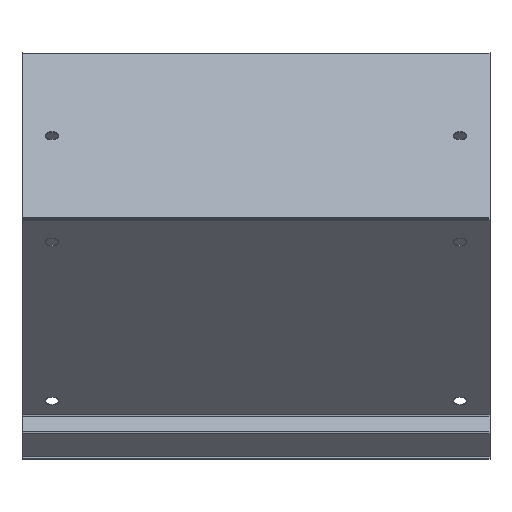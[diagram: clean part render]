
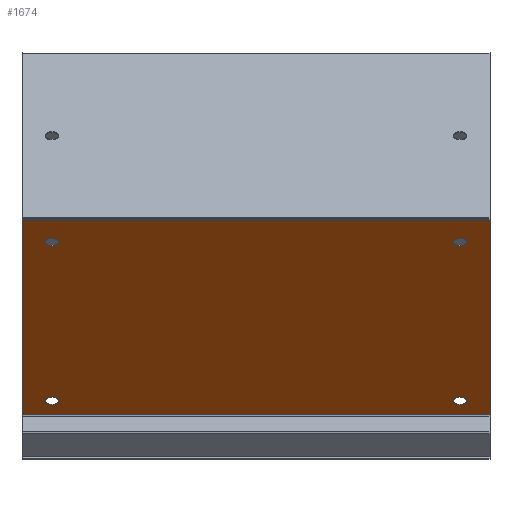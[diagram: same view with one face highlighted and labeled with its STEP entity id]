
A CAD part, front view. The second image highlights one B-rep face of the part: STEP entity #1674.
In plain terms, the highlighted planar face has unit normal (0, -0.707, -0.707).
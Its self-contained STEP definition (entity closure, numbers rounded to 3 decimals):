
#21=FACE_BOUND('',#231,.T.);
#22=FACE_BOUND('',#232,.T.);
#23=FACE_BOUND('',#233,.T.);
#24=FACE_BOUND('',#234,.T.);
#55=PLANE('',#1819);
#130=FACE_OUTER_BOUND('',#230,.T.);
#230=EDGE_LOOP('',(#1317,#1318,#1319,#1320));
#231=EDGE_LOOP('',(#1321,#1322,#1323,#1324));
#232=EDGE_LOOP('',(#1325,#1326,#1327,#1328));
#233=EDGE_LOOP('',(#1329,#1330,#1331,#1332));
#234=EDGE_LOOP('',(#1333,#1334,#1335,#1336));
#317=LINE('',#2458,#489);
#324=LINE('',#2477,#496);
#333=LINE('',#2506,#505);
#340=LINE('',#2525,#512);
#342=LINE('',#2533,#514);
#392=LINE('',#2687,#564);
#393=LINE('',#2691,#565);
#394=LINE('',#2692,#566);
#395=LINE('',#2697,#567);
#396=LINE('',#2700,#568);
#397=LINE('',#2703,#569);
#398=LINE('',#2707,#570);
#489=VECTOR('',#1949,3.);
#496=VECTOR('',#1972,3.);
#505=VECTOR('',#1997,3.);
#512=VECTOR('',#2020,3.);
#514=VECTOR('',#2026,294.369);
#564=VECTOR('',#2162,500.);
#565=VECTOR('',#2167,500.);
#566=VECTOR('',#2168,294.369);
#567=VECTOR('',#2171,3.);
#568=VECTOR('',#2174,3.);
#569=VECTOR('',#2175,3.);
#570=VECTOR('',#2178,3.);
#652=CIRCLE('',#1746,5.5);
#656=CIRCLE('',#1755,5.5);
#660=CIRCLE('',#1762,5.5);
#664=CIRCLE('',#1771,5.5);
#694=CIRCLE('',#1820,5.5);
#695=CIRCLE('',#1821,5.5);
#696=CIRCLE('',#1822,5.5);
#697=CIRCLE('',#1823,5.5);
#731=VERTEX_POINT('',#2443);
#732=VERTEX_POINT('',#2445);
#736=VERTEX_POINT('',#2457);
#740=VERTEX_POINT('',#2472);
#747=VERTEX_POINT('',#2491);
#748=VERTEX_POINT('',#2493);
#752=VERTEX_POINT('',#2505);
#756=VERTEX_POINT('',#2520);
#759=VERTEX_POINT('',#2530);
#760=VERTEX_POINT('',#2532);
#821=VERTEX_POINT('',#2686);
#822=VERTEX_POINT('',#2690);
#823=VERTEX_POINT('',#2693);
#824=VERTEX_POINT('',#2694);
#825=VERTEX_POINT('',#2696);
#826=VERTEX_POINT('',#2698);
#827=VERTEX_POINT('',#2701);
#828=VERTEX_POINT('',#2702);
#829=VERTEX_POINT('',#2704);
#830=VERTEX_POINT('',#2706);
#887=EDGE_CURVE('',#732,#731,#652,.T.);
#893=EDGE_CURVE('',#736,#732,#317,.T.);
#901=EDGE_CURVE('',#740,#736,#656,.T.);
#904=EDGE_CURVE('',#731,#740,#324,.T.);
#911=EDGE_CURVE('',#748,#747,#660,.T.);
#917=EDGE_CURVE('',#752,#748,#333,.T.);
#925=EDGE_CURVE('',#756,#752,#664,.T.);
#928=EDGE_CURVE('',#747,#756,#340,.T.);
#931=EDGE_CURVE('',#760,#759,#342,.T.);
#1008=EDGE_CURVE('',#821,#760,#392,.T.);
#1010=EDGE_CURVE('',#759,#822,#393,.T.);
#1011=EDGE_CURVE('',#821,#822,#394,.T.);
#1012=EDGE_CURVE('',#823,#824,#694,.T.);
#1013=EDGE_CURVE('',#824,#825,#395,.T.);
#1014=EDGE_CURVE('',#825,#826,#695,.T.);
#1015=EDGE_CURVE('',#826,#823,#396,.T.);
#1016=EDGE_CURVE('',#827,#828,#397,.T.);
#1017=EDGE_CURVE('',#828,#829,#696,.T.);
#1018=EDGE_CURVE('',#829,#830,#398,.T.);
#1019=EDGE_CURVE('',#830,#827,#697,.T.);
#1317=ORIENTED_EDGE('',*,*,#931,.T.);
#1318=ORIENTED_EDGE('',*,*,#1010,.T.);
#1319=ORIENTED_EDGE('',*,*,#1011,.F.);
#1320=ORIENTED_EDGE('',*,*,#1008,.T.);
#1321=ORIENTED_EDGE('',*,*,#901,.T.);
#1322=ORIENTED_EDGE('',*,*,#893,.T.);
#1323=ORIENTED_EDGE('',*,*,#887,.T.);
#1324=ORIENTED_EDGE('',*,*,#904,.T.);
#1325=ORIENTED_EDGE('',*,*,#925,.T.);
#1326=ORIENTED_EDGE('',*,*,#917,.T.);
#1327=ORIENTED_EDGE('',*,*,#911,.T.);
#1328=ORIENTED_EDGE('',*,*,#928,.T.);
#1329=ORIENTED_EDGE('',*,*,#1012,.T.);
#1330=ORIENTED_EDGE('',*,*,#1013,.T.);
#1331=ORIENTED_EDGE('',*,*,#1014,.T.);
#1332=ORIENTED_EDGE('',*,*,#1015,.T.);
#1333=ORIENTED_EDGE('',*,*,#1016,.T.);
#1334=ORIENTED_EDGE('',*,*,#1017,.T.);
#1335=ORIENTED_EDGE('',*,*,#1018,.T.);
#1336=ORIENTED_EDGE('',*,*,#1019,.T.);
#1674=ADVANCED_FACE('',(#130,#21,#22,#23,#24),#55,.F.);
#1746=AXIS2_PLACEMENT_3D('',#2446,#1938,#1939);
#1755=AXIS2_PLACEMENT_3D('',#2473,#1966,#1967);
#1762=AXIS2_PLACEMENT_3D('',#2494,#1986,#1987);
#1771=AXIS2_PLACEMENT_3D('',#2521,#2014,#2015);
#1819=AXIS2_PLACEMENT_3D('',#2689,#2165,#2166);
#1820=AXIS2_PLACEMENT_3D('',#2695,#2169,#2170);
#1821=AXIS2_PLACEMENT_3D('',#2699,#2172,#2173);
#1822=AXIS2_PLACEMENT_3D('',#2705,#2176,#2177);
#1823=AXIS2_PLACEMENT_3D('',#2708,#2179,#2180);
#1938=DIRECTION('center_axis',(0.,0.707,
0.707));
#1939=DIRECTION('ref_axis',(0.,-0.707,0.707));
#1949=DIRECTION('',(-1.,0.,0.));
#1966=DIRECTION('center_axis',(0.,0.707,
0.707));
#1967=DIRECTION('ref_axis',(0.,0.707,-0.707));
#1972=DIRECTION('',(1.,0.,0.));
#1986=DIRECTION('center_axis',(0.,0.707,
0.707));
#1987=DIRECTION('ref_axis',(0.,0.707,-0.707));
#1997=DIRECTION('',(1.,0.,0.));
#2014=DIRECTION('center_axis',(0.,0.707,
0.707));
#2015=DIRECTION('ref_axis',(0.,-0.707,0.707));
#2020=DIRECTION('',(-1.,0.,0.));
#2026=DIRECTION('',(0.,-0.707,0.707));
#2162=DIRECTION('',(1.,0.,0.));
#2165=DIRECTION('center_axis',(0.,0.707,
0.707));
#2166=DIRECTION('ref_axis',(1.,0.,0.));
#2167=DIRECTION('',(-1.,0.,0.));
#2168=DIRECTION('',(0.,-0.707,0.707));
#2169=DIRECTION('center_axis',(0.,0.707,
0.707));
#2170=DIRECTION('ref_axis',(0.,-0.707,0.707));
#2171=DIRECTION('',(-1.,0.,0.));
#2172=DIRECTION('center_axis',(0.,0.707,
0.707));
#2173=DIRECTION('ref_axis',(0.,0.707,-0.707));
#2174=DIRECTION('',(1.,0.,0.));
#2175=DIRECTION('',(1.,0.,0.));
#2176=DIRECTION('center_axis',(0.,0.707,
0.707));
#2177=DIRECTION('ref_axis',(0.,-0.707,0.707));
#2178=DIRECTION('',(-1.,0.,0.));
#2179=DIRECTION('center_axis',(0.,0.707,
0.707));
#2180=DIRECTION('ref_axis',(0.,0.707,-0.707));
#2443=CARTESIAN_POINT('',(-533.5,-511.098,316.469));
#2445=CARTESIAN_POINT('',(-533.5,-503.32,308.691));
#2446=CARTESIAN_POINT('Origin',(-533.5,-507.209,312.58));
#2457=CARTESIAN_POINT('',(-530.5,-503.32,308.691));
#2458=CARTESIAN_POINT('',(-266.75,-503.32,308.691));
#2472=CARTESIAN_POINT('',(-530.5,-511.098,316.469));
#2473=CARTESIAN_POINT('Origin',(-530.5,-507.209,312.58));
#2477=CARTESIAN_POINT('',(-265.25,-511.098,316.469));
#2491=CARTESIAN_POINT('',(-530.5,-673.026,478.397));
#2493=CARTESIAN_POINT('',(-530.5,-680.804,486.175));
#2494=CARTESIAN_POINT('Origin',(-530.5,-676.915,482.286));
#2505=CARTESIAN_POINT('',(-533.5,-680.804,486.175));
#2506=CARTESIAN_POINT('',(-265.25,-680.804,486.175));
#2520=CARTESIAN_POINT('',(-533.5,-673.026,478.397));
#2521=CARTESIAN_POINT('Origin',(-533.5,-676.915,482.286));
#2525=CARTESIAN_POINT('',(-266.75,-673.026,478.397));
#2530=CARTESIAN_POINT('',(-500.,-700.567,505.938));
#2532=CARTESIAN_POINT('',(-500.,-492.416,297.788));
#2533=CARTESIAN_POINT('',(-500.,-806.512,611.884));
#2686=CARTESIAN_POINT('',(-1000.,-492.416,297.788));
#2687=CARTESIAN_POINT('',(500.,-492.416,297.788));
#2689=CARTESIAN_POINT('Origin',(0.,-1135.389,
940.76));
#2690=CARTESIAN_POINT('',(-1000.,-700.567,505.938));
#2691=CARTESIAN_POINT('',(500.,-700.567,505.938));
#2692=CARTESIAN_POINT('',(-1000.,-438.726,244.097));
#2693=CARTESIAN_POINT('',(-966.5,-680.804,486.175));
#2694=CARTESIAN_POINT('',(-966.5,-673.026,478.397));
#2695=CARTESIAN_POINT('Origin',(-966.5,-676.915,482.286));
#2696=CARTESIAN_POINT('',(-969.5,-673.026,478.397));
#2697=CARTESIAN_POINT('',(-484.75,-673.026,478.397));
#2698=CARTESIAN_POINT('',(-969.5,-680.804,486.175));
#2699=CARTESIAN_POINT('Origin',(-969.5,-676.915,482.286));
#2700=CARTESIAN_POINT('',(-483.25,-680.804,486.175));
#2701=CARTESIAN_POINT('',(-969.5,-511.098,316.469));
#2702=CARTESIAN_POINT('',(-966.5,-511.098,316.469));
#2703=CARTESIAN_POINT('',(-483.25,-511.098,316.469));
#2704=CARTESIAN_POINT('',(-966.5,-503.32,308.691));
#2705=CARTESIAN_POINT('Origin',(-966.5,-507.209,312.58));
#2706=CARTESIAN_POINT('',(-969.5,-503.32,308.691));
#2707=CARTESIAN_POINT('',(-484.75,-503.32,308.691));
#2708=CARTESIAN_POINT('Origin',(-969.5,-507.209,312.58));
